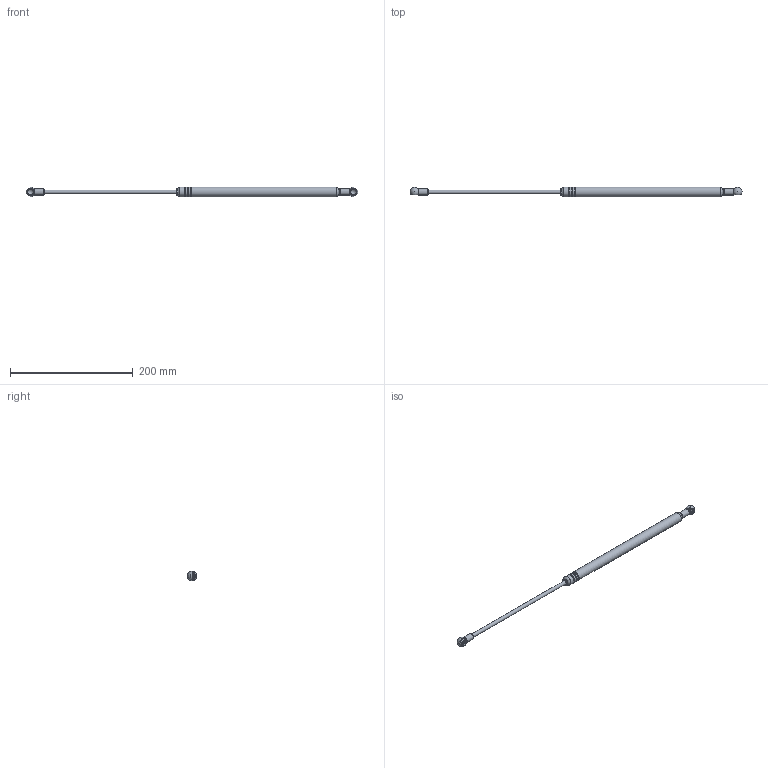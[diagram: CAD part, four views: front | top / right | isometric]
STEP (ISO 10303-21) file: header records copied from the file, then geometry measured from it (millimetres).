
FILE_DESCRIPTION(('FreeCAD Model'),'2;1');
FILE_NAME('Open CASCADE Shape Model','2024-11-08T09:51:37',('Author'),( ''),'Open CASCADE STEP processor 7.6','FreeCAD','Unknown');
FILE_SCHEMA(('AUTOMOTIVE_DESIGN { 1 0 10303 214 1 1 1 1 }'));
Length unit declared in the file: millimetre
Products named in the file (5): (Unsaved); KST_D-06; zylinder-05; Gew-03; ANS_-S-00016-EM
Assembly tree (6 placements, depth 2):
  (Unsaved)
    KST_D-06
    zylinder-05
    Gew-03  x2
    ANS_-S-00016-EM  x2
Bounding box: 539.89 x 15.6 x 15.6 mm (x, y, z)
Volume: 60136.7 mm3; surface area: 21311.7 mm2
Topology: 6 solids, 6 shells, 64 faces, 134 edges, 88 vertices
Faces by surface type: cylinder 23, plane 20, cone 10, torus 5, sphere 4, bspline 2
Full cylindrical faces by diameter (mm): 4.13 x4, 5 x2, 6 x1, 9 x2, 10 x4, 10.3 x2, 11 x2, 12.6 x2, 15.6 x4
Entity records: 1556 total; most frequent: CARTESIAN_POINT 250, DIRECTION 236, ORIENTED_EDGE 166, AXIS2_PLACEMENT_3D 107, EDGE_CURVE 83, CIRCLE 60, VERTEX_POINT 56, FACE_BOUND 49
